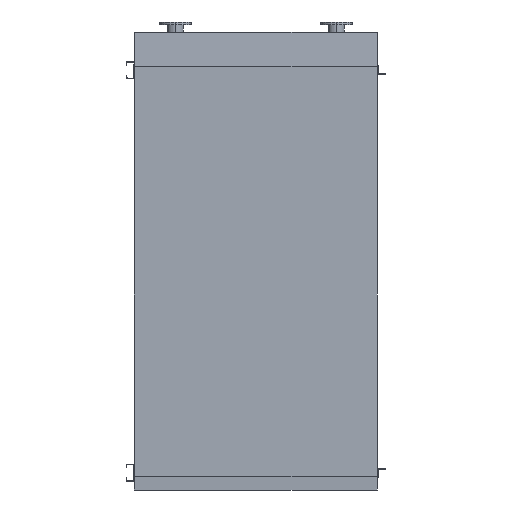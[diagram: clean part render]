
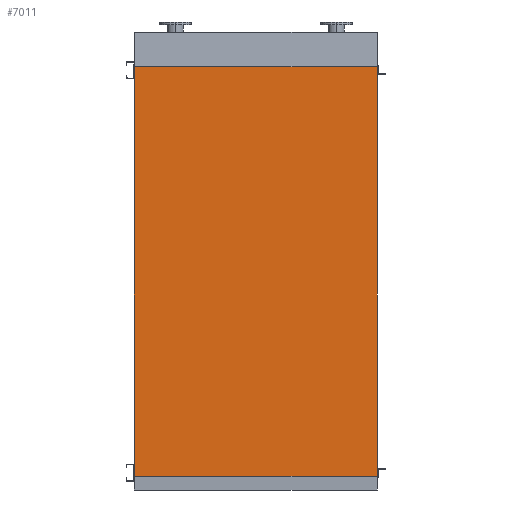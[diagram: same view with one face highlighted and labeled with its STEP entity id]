
A CAD part, front view. The second image highlights one B-rep face of the part: STEP entity #7011.
In plain terms, the highlighted planar face has unit normal (0, -1, 0).
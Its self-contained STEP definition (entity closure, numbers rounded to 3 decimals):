
#818 = VERTEX_POINT ( 'NONE', #2156 ) ;
#893 = EDGE_CURVE ( 'NONE', #4155, #7743, #9145, .T. ) ;
#1068 = CARTESIAN_POINT ( 'NONE',  ( -845., 0., -2850. ) ) ;
#1570 = DIRECTION ( 'NONE',  ( 0., 0., -1. ) ) ;
#1662 = ORIENTED_EDGE ( 'NONE', *, *, #8526, .T. ) ;
#1783 = VECTOR ( 'NONE', #5819, 1000. ) ;
#1797 = ORIENTED_EDGE ( 'NONE', *, *, #7988, .F. ) ;
#2037 = VECTOR ( 'NONE', #7587, 1000. ) ;
#2156 = CARTESIAN_POINT ( 'NONE',  ( -845., 0., 0. ) ) ;
#2286 = PLANE ( 'NONE',  #6989 ) ;
#2789 = LINE ( 'NONE', #7360, #1783 ) ;
#2932 = ORIENTED_EDGE ( 'NONE', *, *, #893, .T. ) ;
#3162 = ORIENTED_EDGE ( 'NONE', *, *, #7261, .F. ) ;
#3237 = VECTOR ( 'NONE', #8706, 1000. ) ;
#3941 = CARTESIAN_POINT ( 'NONE',  ( -845., 0., 0. ) ) ;
#4109 = EDGE_LOOP ( 'NONE', ( #1797, #3162, #2932, #1662 ) ) ;
#4155 = VERTEX_POINT ( 'NONE', #10152 ) ;
#4472 = CARTESIAN_POINT ( 'NONE',  ( -845., 0., -2850. ) ) ;
#4967 = LINE ( 'NONE', #1068, #7475 ) ;
#5819 = DIRECTION ( 'NONE',  ( 0., 0., 1. ) ) ;
#6989 = AXIS2_PLACEMENT_3D ( 'NONE', #8544, #7989, #1570 ) ;
#7011 = ADVANCED_FACE ( 'NONE', ( #9321 ), #2286, .T. ) ;
#7261 = EDGE_CURVE ( 'NONE', #4155, #818, #4967, .T. ) ;
#7360 = CARTESIAN_POINT ( 'NONE',  ( 845., 0., -2850. ) ) ;
#7475 = VECTOR ( 'NONE', #8333, 1000. ) ;
#7587 = DIRECTION ( 'NONE',  ( 1., 0., 0. ) ) ;
#7743 = VERTEX_POINT ( 'NONE', #8934 ) ;
#7988 = EDGE_CURVE ( 'NONE', #818, #9489, #9369, .T. ) ;
#7989 = DIRECTION ( 'NONE',  ( 0., -1., 0. ) ) ;
#8333 = DIRECTION ( 'NONE',  ( 0., 0., 1. ) ) ;
#8526 = EDGE_CURVE ( 'NONE', #7743, #9489, #2789, .T. ) ;
#8544 = CARTESIAN_POINT ( 'NONE',  ( -845., 0., -2850. ) ) ;
#8706 = DIRECTION ( 'NONE',  ( 1., 0., 0. ) ) ;
#8934 = CARTESIAN_POINT ( 'NONE',  ( 845., 0., -2850. ) ) ;
#9145 = LINE ( 'NONE', #4472, #2037 ) ;
#9321 = FACE_OUTER_BOUND ( 'NONE', #4109, .T. ) ;
#9369 = LINE ( 'NONE', #3941, #3237 ) ;
#9489 = VERTEX_POINT ( 'NONE', #10016 ) ;
#10016 = CARTESIAN_POINT ( 'NONE',  ( 845., 0., 0. ) ) ;
#10152 = CARTESIAN_POINT ( 'NONE',  ( -845., 0., -2850. ) ) ;
